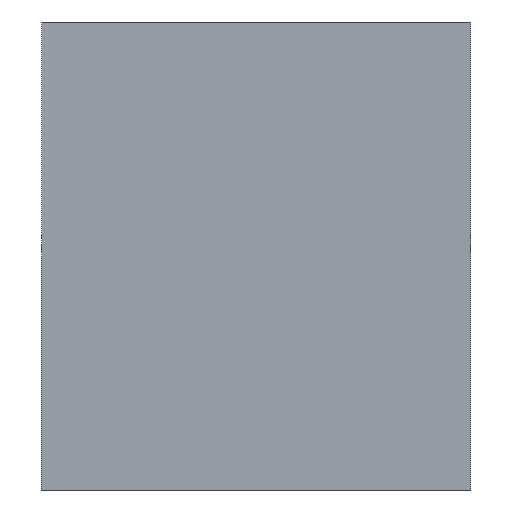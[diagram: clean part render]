
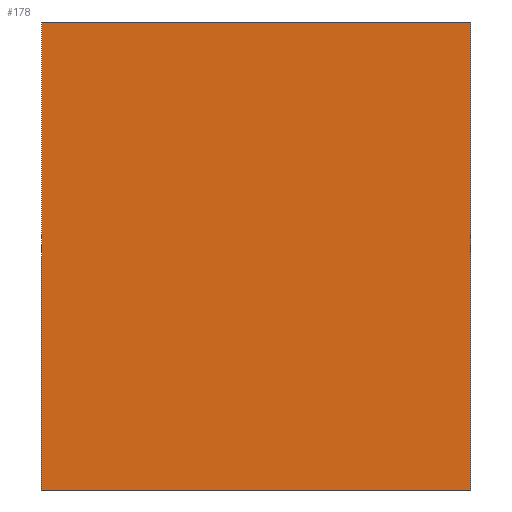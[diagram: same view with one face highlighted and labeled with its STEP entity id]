
A CAD part, front view. The second image highlights one B-rep face of the part: STEP entity #178.
In plain terms, the highlighted planar face has unit normal (0, -1, 0).
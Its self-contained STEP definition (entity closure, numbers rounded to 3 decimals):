
#3 = CARTESIAN_POINT ( 'NONE',  ( -55., 0., 60. ) ) ;
#9 = VECTOR ( 'NONE', #131, 1000. ) ;
#11 = LINE ( 'NONE', #157, #43 ) ;
#13 = VERTEX_POINT ( 'NONE', #29 ) ;
#18 = EDGE_LOOP ( 'NONE', ( #92, #75, #85, #176 ) ) ;
#19 = VERTEX_POINT ( 'NONE', #198 ) ;
#21 = LINE ( 'NONE', #40, #90 ) ;
#23 = AXIS2_PLACEMENT_3D ( 'NONE', #174, #64, #151 ) ;
#29 = CARTESIAN_POINT ( 'NONE',  ( 55., 0., 60. ) ) ;
#30 = DIRECTION ( 'NONE',  ( -1., 0., 0. ) ) ;
#32 = EDGE_CURVE ( 'NONE', #152, #184, #150, .T. ) ;
#40 = CARTESIAN_POINT ( 'NONE',  ( -55., 0., -60. ) ) ;
#43 = VECTOR ( 'NONE', #57, 1000. ) ;
#57 = DIRECTION ( 'NONE',  ( 0., 0., -1. ) ) ;
#59 = CARTESIAN_POINT ( 'NONE',  ( -55., 0., -60. ) ) ;
#61 = EDGE_CURVE ( 'NONE', #13, #19, #11, .T. ) ;
#64 = DIRECTION ( 'NONE',  ( 0., 1., 0. ) ) ;
#68 = VECTOR ( 'NONE', #146, 1000. ) ;
#75 = ORIENTED_EDGE ( 'NONE', *, *, #101, .F. ) ;
#85 = ORIENTED_EDGE ( 'NONE', *, *, #32, .F. ) ;
#87 = FACE_OUTER_BOUND ( 'NONE', #18, .T. ) ;
#90 = VECTOR ( 'NONE', #30, 1000. ) ;
#91 = PLANE ( 'NONE',  #23 ) ;
#92 = ORIENTED_EDGE ( 'NONE', *, *, #61, .F. ) ;
#101 = EDGE_CURVE ( 'NONE', #184, #13, #156, .T. ) ;
#131 = DIRECTION ( 'NONE',  ( 0., 0., 1. ) ) ;
#146 = DIRECTION ( 'NONE',  ( 1., 0., 0. ) ) ;
#147 = CARTESIAN_POINT ( 'NONE',  ( -55., 0., 60. ) ) ;
#148 = EDGE_CURVE ( 'NONE', #19, #152, #21, .T. ) ;
#150 = LINE ( 'NONE', #59, #9 ) ;
#151 = DIRECTION ( 'NONE',  ( 0., 0., 1. ) ) ;
#152 = VERTEX_POINT ( 'NONE', #187 ) ;
#156 = LINE ( 'NONE', #147, #68 ) ;
#157 = CARTESIAN_POINT ( 'NONE',  ( 55., 0., -60. ) ) ;
#174 = CARTESIAN_POINT ( 'NONE',  ( 0., 0., 0. ) ) ;
#176 = ORIENTED_EDGE ( 'NONE', *, *, #148, .F. ) ;
#178 = ADVANCED_FACE ( 'NONE', ( #87 ), #91, .F. ) ;
#184 = VERTEX_POINT ( 'NONE', #3 ) ;
#187 = CARTESIAN_POINT ( 'NONE',  ( -55., 0., -60. ) ) ;
#198 = CARTESIAN_POINT ( 'NONE',  ( 55., 0., -60. ) ) ;
